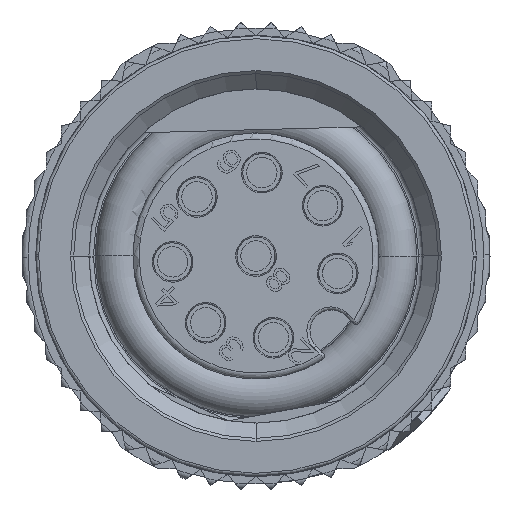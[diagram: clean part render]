
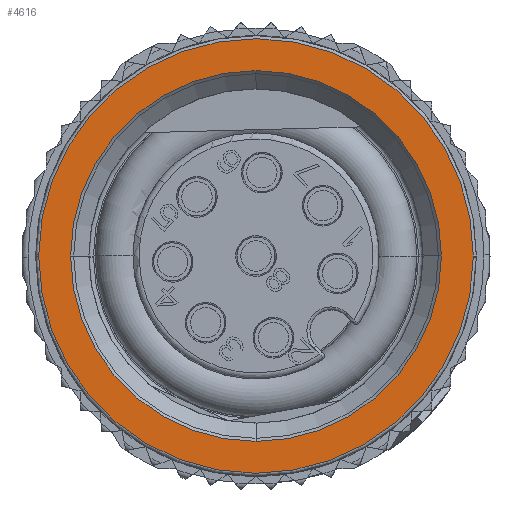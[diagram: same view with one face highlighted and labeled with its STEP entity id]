
A CAD part, front view. The second image highlights one B-rep face of the part: STEP entity #4616.
In plain terms, the highlighted planar face has unit normal (0, -1, 0).
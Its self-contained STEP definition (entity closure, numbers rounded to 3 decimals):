
#4616=ADVANCED_FACE('',(#9384,#9385),#9386,.T.);
#9384=FACE_OUTER_BOUND('',#16799,.T.);
#9385=FACE_BOUND('',#16800,.T.);
#9386=PLANE('',#16801);
#16799=EDGE_LOOP('',(#36127,#36128,#36129,#36130));
#16800=EDGE_LOOP('',(#36131,#36132,#36133,#36134));
#16801=AXIS2_PLACEMENT_3D('',#36135,#36136,#36137);
#36127=ORIENTED_EDGE('',*,*,#42489,.F.);
#36128=ORIENTED_EDGE('',*,*,#40888,.F.);
#36129=ORIENTED_EDGE('',*,*,#42487,.F.);
#36130=ORIENTED_EDGE('',*,*,#40893,.F.);
#36131=ORIENTED_EDGE('',*,*,#42497,.F.);
#36132=ORIENTED_EDGE('',*,*,#40871,.F.);
#36133=ORIENTED_EDGE('',*,*,#40878,.F.);
#36134=ORIENTED_EDGE('',*,*,#42498,.F.);
#36135=CARTESIAN_POINT('',(0.0,-12.4,0.0));
#36136=DIRECTION('',(0.0,-1.0,0.0));
#36137=DIRECTION('',(1.0,0.0,0.0));
#40871=EDGE_CURVE('',#48242,#48240,#48244,.T.);
#40878=EDGE_CURVE('',#48252,#48242,#48254,.T.);
#40888=EDGE_CURVE('',#48270,#48266,#48272,.T.);
#40893=EDGE_CURVE('',#48279,#48275,#48281,.T.);
#42487=EDGE_CURVE('',#48275,#48270,#50571,.T.);
#42489=EDGE_CURVE('',#48266,#48279,#50573,.T.);
#42497=EDGE_CURVE('',#48240,#50582,#50583,.T.);
#42498=EDGE_CURVE('',#50582,#48252,#50584,.T.);
#48240=VERTEX_POINT('',#59157);
#48242=VERTEX_POINT('',#59160);
#48244=CIRCLE('',#59163,6.1);
#48252=VERTEX_POINT('',#59172);
#48254=CIRCLE('',#59175,6.1);
#48266=VERTEX_POINT('',#59187);
#48270=VERTEX_POINT('',#59191);
#48272=CIRCLE('',#59193,7.15);
#48275=VERTEX_POINT('',#59196);
#48279=VERTEX_POINT('',#59200);
#48281=CIRCLE('',#59202,7.15);
#50571=CIRCLE('',#64401,7.15);
#50573=CIRCLE('',#64403,7.15);
#50582=VERTEX_POINT('',#64414);
#50583=CIRCLE('',#64415,6.1);
#50584=CIRCLE('',#64416,6.1);
#59157=CARTESIAN_POINT('',(0.0,-12.4,6.1));
#59160=CARTESIAN_POINT('',(6.1,-12.4,0.0));
#59163=AXIS2_PLACEMENT_3D('',#72235,#72236,#72237);
#59172=CARTESIAN_POINT('',(0.0,-12.4,-6.1));
#59175=AXIS2_PLACEMENT_3D('',#72246,#72247,#72248);
#59187=CARTESIAN_POINT('',(-7.15,-12.4,0.052));
#59191=CARTESIAN_POINT('',(-7.15,-12.4,0.0));
#59193=AXIS2_PLACEMENT_3D('',#72270,#72271,#72272);
#59196=CARTESIAN_POINT('',(7.15,-12.4,-0.052));
#59200=CARTESIAN_POINT('',(7.15,-12.4,0.0));
#59202=AXIS2_PLACEMENT_3D('',#72282,#72283,#72284);
#64401=AXIS2_PLACEMENT_3D('',#74183,#74184,#74185);
#64403=AXIS2_PLACEMENT_3D('',#74186,#74187,#74188);
#64414=CARTESIAN_POINT('',(-6.1,-12.4,0.0));
#64415=AXIS2_PLACEMENT_3D('',#74197,#74198,#74199);
#64416=AXIS2_PLACEMENT_3D('',#74200,#74201,#74202);
#72235=CARTESIAN_POINT('',(0.0,-12.4,0.0));
#72236=DIRECTION('',(0.0,-1.0,0.0));
#72237=DIRECTION('',(1.0,0.0,0.0));
#72246=CARTESIAN_POINT('',(0.0,-12.4,0.0));
#72247=DIRECTION('',(0.0,-1.0,0.0));
#72248=DIRECTION('',(0.0,0.0,-1.0));
#72270=CARTESIAN_POINT('',(0.0,-12.4,0.0));
#72271=DIRECTION('',(0.0,1.0,0.0));
#72272=DIRECTION('',(-1.0,0.0,0.0));
#72282=CARTESIAN_POINT('',(0.0,-12.4,0.0));
#72283=DIRECTION('',(-0.0,1.0,0.0));
#72284=DIRECTION('',(1.0,0.0,0.0));
#74183=CARTESIAN_POINT('',(0.0,-12.4,0.0));
#74184=DIRECTION('',(0.0,1.0,0.0));
#74185=DIRECTION('',(1.,0.0,-0.007));
#74186=CARTESIAN_POINT('',(0.0,-12.4,0.0));
#74187=DIRECTION('',(0.0,1.0,0.0));
#74188=DIRECTION('',(-1.,0.0,0.007));
#74197=CARTESIAN_POINT('',(0.0,-12.4,0.0));
#74198=DIRECTION('',(0.0,-1.0,0.0));
#74199=DIRECTION('',(0.0,0.0,1.0));
#74200=CARTESIAN_POINT('',(0.0,-12.4,0.0));
#74201=DIRECTION('',(0.0,-1.0,0.0));
#74202=DIRECTION('',(-1.0,0.0,0.0));
